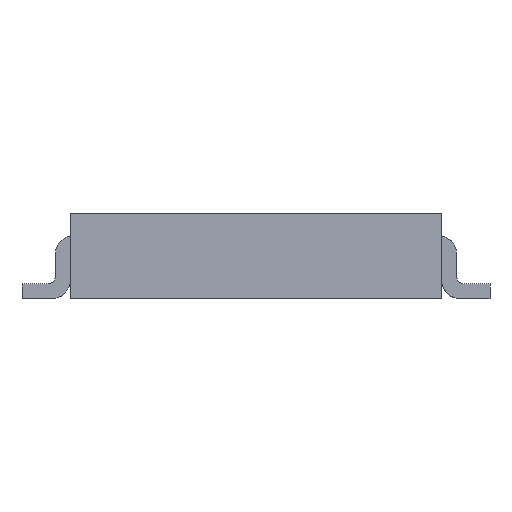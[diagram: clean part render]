
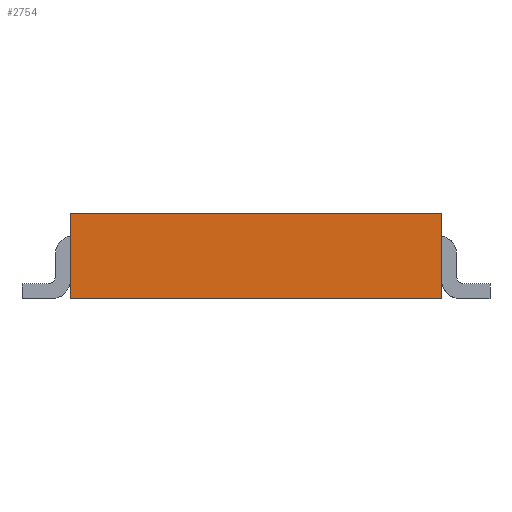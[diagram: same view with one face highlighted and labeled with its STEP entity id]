
A CAD part, left-side view. The second image highlights one B-rep face of the part: STEP entity #2754.
In plain terms, the highlighted planar face has unit normal (-1, 0, 0).
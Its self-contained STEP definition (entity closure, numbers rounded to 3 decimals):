
#116=PLANE('',#2853);
#241=LINE('',#4257,#468);
#299=LINE('',#4538,#526);
#315=LINE('',#4570,#542);
#317=LINE('',#4574,#544);
#468=VECTOR('',#3060,1000.);
#526=VECTOR('',#3186,1000.);
#542=VECTOR('',#3204,1000.);
#544=VECTOR('',#3208,1000.);
#998=ORIENTED_EDGE('',*,*,#1363,.T.);
#999=ORIENTED_EDGE('',*,*,#1287,.F.);
#1000=ORIENTED_EDGE('',*,*,#1347,.F.);
#1001=ORIENTED_EDGE('',*,*,#1365,.T.);
#1287=EDGE_CURVE('',#1539,#1540,#241,.T.);
#1347=EDGE_CURVE('',#1567,#1539,#299,.T.);
#1363=EDGE_CURVE('',#1582,#1540,#315,.T.);
#1365=EDGE_CURVE('',#1567,#1582,#317,.T.);
#1539=VERTEX_POINT('',#4258);
#1540=VERTEX_POINT('',#4259);
#1567=VERTEX_POINT('',#4539);
#1582=VERTEX_POINT('',#4571);
#1747=EDGE_LOOP('',(#998,#999,#1000,#1001));
#1870=FACE_BOUND('',#1747,.T.);
#2754=ADVANCED_FACE('',(#1870),#116,.T.);
#2853=AXIS2_PLACEMENT_3D('',#4577,#3212,#3213);
#3060=DIRECTION('',(0.,-1.,0.));
#3186=DIRECTION('',(0.,0.,1.));
#3204=DIRECTION('',(0.,0.,1.));
#3208=DIRECTION('',(0.,-1.,0.));
#3212=DIRECTION('',(-1.,0.,0.));
#3213=DIRECTION('',(0.,0.,1.));
#4257=CARTESIAN_POINT('',(-5.25,5.,0.6));
#4258=CARTESIAN_POINT('',(-5.25,5.,0.6));
#4259=CARTESIAN_POINT('',(-5.25,-5.,0.6));
#4538=CARTESIAN_POINT('',(-5.25,5.,-1.7));
#4539=CARTESIAN_POINT('',(-5.25,5.,-1.7));
#4570=CARTESIAN_POINT('',(-5.25,-5.,-1.7));
#4571=CARTESIAN_POINT('',(-5.25,-5.,-1.7));
#4574=CARTESIAN_POINT('',(-5.25,5.,-1.7));
#4577=CARTESIAN_POINT('',(-5.25,5.,-1.7));
